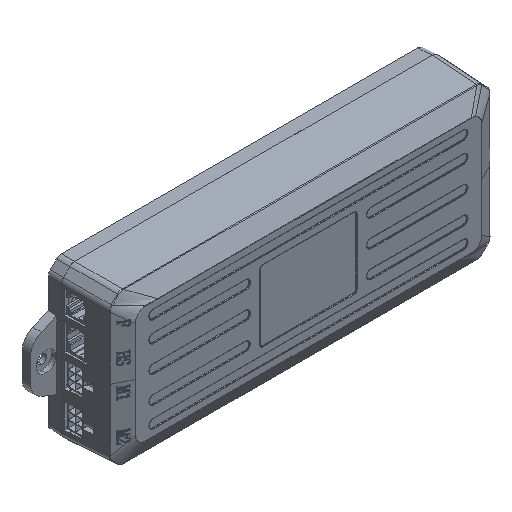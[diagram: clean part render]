
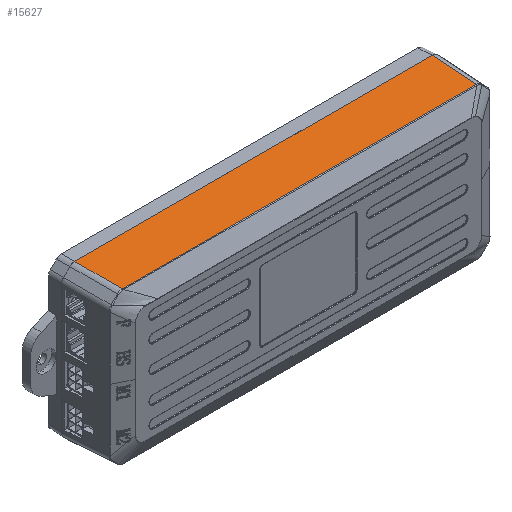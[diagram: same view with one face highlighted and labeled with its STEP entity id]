
A CAD part, isometric view. The second image highlights one B-rep face of the part: STEP entity #15627.
In plain terms, the highlighted planar face has unit normal (0, -0.035, 0.999).
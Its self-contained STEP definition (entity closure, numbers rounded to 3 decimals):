
#1930=CARTESIAN_POINT('',(102.5,-26.703,44.068));
#1932=CARTESIAN_POINT('',(102.902,-26.7,44.068));
#1938=CARTESIAN_POINT('',(-102.906,-26.692,
44.068));
#2024=CARTESIAN_POINT('',(103.834,0.,45.));
#2026=DIRECTION('',(-1.,0.,0.));
#2027=VECTOR('',#2026,207.672);
#2028=CARTESIAN_POINT('',(103.834,0.,45.));
#2029=LINE('',#2028,#2027);
#2872=CARTESIAN_POINT('',(102.5,-26.703,44.068));
#2873=CARTESIAN_POINT('',(102.366,-26.703,44.068));
#2874=CARTESIAN_POINT('',(101.964,-26.703,44.068));
#2875=CARTESIAN_POINT('',(101.026,-26.703,44.068));
#2876=CARTESIAN_POINT('',(99.15,-26.703,44.068));
#2877=CARTESIAN_POINT('',(95.398,-26.703,44.068));
#2878=CARTESIAN_POINT('',(87.895,-26.703,44.068));
#2879=CARTESIAN_POINT('',(72.888,-26.703,44.068));
#2880=CARTESIAN_POINT('',(42.874,-26.703,44.068));
#2881=CARTESIAN_POINT('',(-0.002,-26.703,
44.068));
#2882=CARTESIAN_POINT('',(-42.879,-26.703,
44.068));
#2883=CARTESIAN_POINT('',(-72.893,-26.703,
44.068));
#2884=CARTESIAN_POINT('',(-87.9,-26.703,
44.068));
#2885=CARTESIAN_POINT('',(-95.403,-26.703,
44.068));
#2886=CARTESIAN_POINT('',(-99.155,-26.703,
44.068));
#2887=CARTESIAN_POINT('',(-101.031,-26.703,
44.068));
#2888=CARTESIAN_POINT('',(-101.901,-26.703,
44.068));
#2889=CARTESIAN_POINT('',(-102.27,-26.703,
44.068));
#2890=CARTESIAN_POINT('',(-102.387,-26.703,
44.068));
#2891=CARTESIAN_POINT('',(-102.454,-26.703,
44.068));
#2892=CARTESIAN_POINT('',(-102.521,-26.703,
44.068));
#2893=CARTESIAN_POINT('',(-102.605,-26.702,
44.068));
#2894=CARTESIAN_POINT('',(-102.739,-26.699,
44.068));
#2895=CARTESIAN_POINT('',(-102.839,-26.695,
44.068));
#2896=CARTESIAN_POINT('',(-102.906,-26.692,
44.068));
#2898=DIRECTION('',(-0.035,0.999,0.035));
#2899=VECTOR('',#2898,26.725);
#2900=CARTESIAN_POINT('',(-102.906,-26.692,
44.068));
#2901=LINE('',#2900,#2899);
#2902=DIRECTION('',(-0.035,-0.999,-0.035));
#2903=VECTOR('',#2902,26.732);
#2904=CARTESIAN_POINT('',(103.834,0.,45.));
#2905=LINE('',#2904,#2903);
#2906=CARTESIAN_POINT('',(102.902,-26.7,44.068));
#2907=CARTESIAN_POINT('',(102.835,-26.702,44.068));
#2908=CARTESIAN_POINT('',(102.701,-26.704,44.067));
#2909=CARTESIAN_POINT('',(102.567,-26.703,44.068));
#2910=CARTESIAN_POINT('',(102.5,-26.703,44.068));
#8829=VERTEX_POINT('',#1932);
#8830=VERTEX_POINT('',#1930);
#8831=VERTEX_POINT('',#1938);
#8860=VERTEX_POINT('',#2024);
#8861=CARTESIAN_POINT('',(-103.838,0.,45.));
#8862=VERTEX_POINT('',#8861);
#15614=CARTESIAN_POINT('',(111.5,0.,45.));
#15615=DIRECTION('',(0.,-0.035,0.999));
#15616=DIRECTION('',(0.,-0.999,-0.035));
#15617=AXIS2_PLACEMENT_3D('',#15614,#15615,#15616);
#15618=PLANE('',#15617);
#15619=ORIENTED_EDGE('',*,*,#13777,.T.);
#15621=ORIENTED_EDGE('',*,*,#15620,.T.);
#15622=ORIENTED_EDGE('',*,*,#14035,.F.);
#15623=ORIENTED_EDGE('',*,*,#15606,.T.);
#15624=ORIENTED_EDGE('',*,*,#13642,.T.);
#15625=EDGE_LOOP('',(#15619,#15621,#15622,#15623,#15624));
#15626=FACE_OUTER_BOUND('',#15625,.F.);
#15627=ADVANCED_FACE('',(#15626),#15618,.T.);
#2897=B_SPLINE_CURVE_WITH_KNOTS('',3,(#2872,#2873,#2874,#2875,#2876,#2877,#2878,
#2879,#2880,#2881,#2882,#2883,#2884,#2885,#2886,#2887,#2888,#2889,#2890,#2891,
#2892,#2893,#2894,#2895,#2896),.UNSPECIFIED.,.F.,.F.,(4,1,1,1,1,1,1,1,1,1,1,1,1,
1,1,1,1,1,1,1,1,1,4),(0.,0.002,0.006,
0.014,0.029,0.061,0.123,
0.249,0.499,0.75,0.875,
0.937,0.969,0.984,0.992,
0.996,0.997,0.998,0.998,
0.998,0.999,0.999,1.),.UNSPECIFIED.);
#2911=B_SPLINE_CURVE_WITH_KNOTS('',3,(#2906,#2907,#2908,#2909,#2910),
.UNSPECIFIED.,.F.,.F.,(4,1,4),(0.,0.5,1.),.UNSPECIFIED.);
#13642=EDGE_CURVE('',#8829,#8830,#2911,.T.);
#13777=EDGE_CURVE('',#8830,#8831,#2897,.T.);
#14035=EDGE_CURVE('',#8860,#8862,#2029,.T.);
#15606=EDGE_CURVE('',#8860,#8829,#2905,.T.);
#15620=EDGE_CURVE('',#8831,#8862,#2901,.T.);
